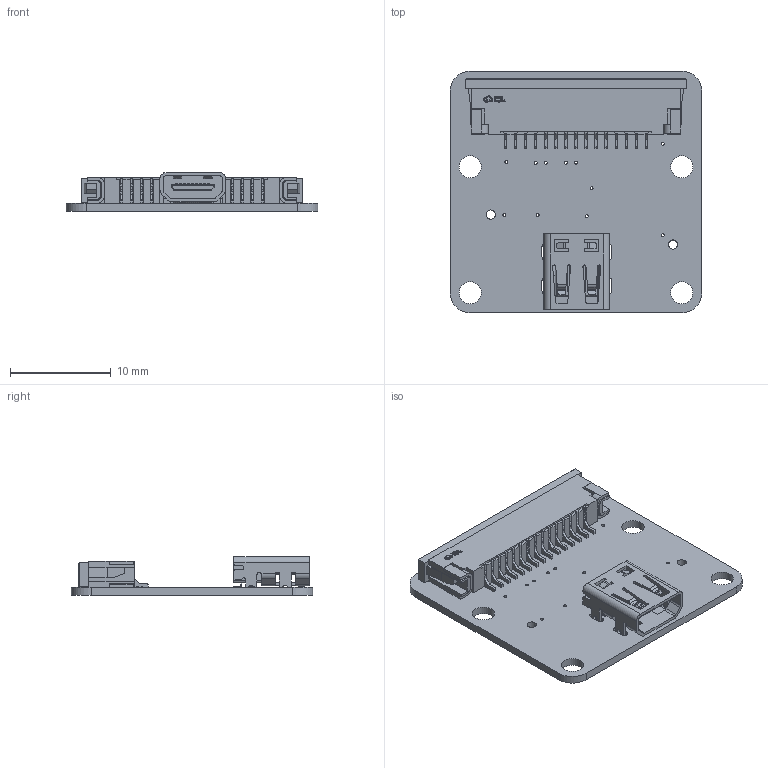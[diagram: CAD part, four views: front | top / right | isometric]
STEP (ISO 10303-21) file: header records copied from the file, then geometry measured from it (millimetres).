
FILE_DESCRIPTION(/* description */ (''),/* implementation_level */ '2;1');
FILE_NAME(/* name */ 'micro hdmi PCB v1.step',/* time_stamp */ '2023-08-14T21:33:29+10:00',/* author */ (''),/* organization */ (''),/* preprocessor_version */ 'ST-DEVELOPER v20',/* originating_system */ 'Autodesk Translation Framework v12.9.0.99',/* authorisation */ '');
FILE_SCHEMA (('AUTOMOTIVE_DESIGN { 1 0 10303 214 3 1 1 }'));
Products named in the file (8): micro hdmi PCB; COMPOUND; USB1; HDMI-SMD_HDMI-101S; COMPOUND (1); FPC1; FPC-SMD_15P-P1.00_L5.5-W22.0; COMPOUND (2)
Assembly tree (7 placements, depth 4):
  micro hdmi PCB
    COMPOUND
    USB1
      HDMI-SMD_HDMI-101S
        COMPOUND (1)
    FPC1
      FPC-SMD_15P-P1.00_L5.5-W22.0
        COMPOUND (2)
Bounding box: 24.97 x 23.97 x 3.85 mm (x, y, z)
Volume: 794.7 mm3; surface area: 2677.9 mm2
Topology: 21 solids, 21 shells, 1777 faces, 5089 edges, 3376 vertices
Faces by surface type: plane 1345, cylinder 228, bspline 196, cone 6, torus 2
Full cylindrical faces by diameter (mm): 0.3 x18, 0.6 x4, 0.914 x2, 2.2 x4
Entity records: 60654 total; most frequent: CARTESIAN_POINT 12359, ORIENTED_EDGE 10166, DIRECTION 8689, EDGE_CURVE 5083, LINE 4221, VECTOR 4221, VERTEX_POINT 3376, AXIS2_PLACEMENT_3D 2234
